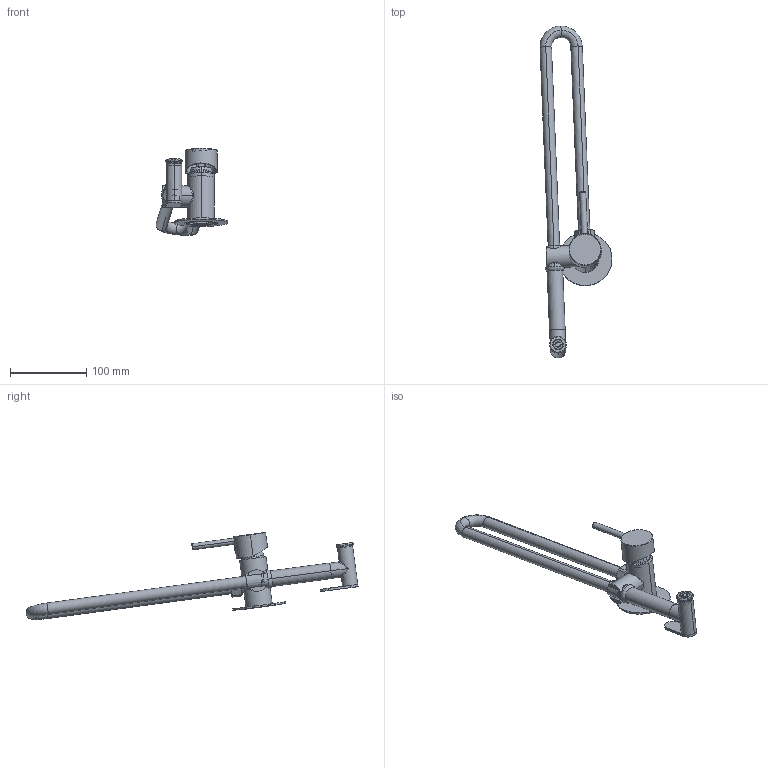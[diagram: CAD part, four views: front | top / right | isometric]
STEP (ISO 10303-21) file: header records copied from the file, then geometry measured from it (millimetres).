
FILE_DESCRIPTION((''),'2;1');
FILE_NAME('UNO2000-CR','2023-07-06T15:14:04',('michelaferrini'),(''),'CREO PARAMETRIC BY PTC INC, 2022164','CREO PARAMETRIC BY PTC INC, 2022164','');
FILE_SCHEMA(('CONFIG_CONTROL_DESIGN'));
Length unit declared in the file: millimetre
Products named in the file (30): TOM2CB481419LE2_1_AF0; TOM2CB481419LE2_5; TOM2CB481419LE2_6_AF0; TOM2CB481419LE2_7; TOM2CB481419LE2_8; TOM2CB481419LE2_9; TOM2CB481419LE2_10; TOM2CB481419LE2_11_AF0; TOM2CB481419LE2_12; TOM2CB481419LE2_13; TOM2CB481419LE2_14; TOM2CB481419LE2_15; TOM2CB481419LE2_16; TOM2CB481419LE2_17; TOM2CB481419LE2_18; TOM2CB481419LE2_19; TOM2CB481419LE2_20; TOM2CB481419LE2_21; TOM2CB481419LE2_22; TOM2CB481419LE2_23; TOM2CB481419LE2_24; TOM2CB481419LE2_25_AF0; TOM2CB481419LE2_26; TOM2CB481419LE2_28; TOM2CB481419LE2_29; ALOG005C004; ALOG005C002; ALOG005A001; SPLMAC0001; UNO2000-CR
Assembly tree (29 placements, depth 3):
  UNO2000-CR
    TOM2CB481419LE2_1_AF0
    TOM2CB481419LE2_5
    TOM2CB481419LE2_6_AF0
    TOM2CB481419LE2_7
    TOM2CB481419LE2_8
    TOM2CB481419LE2_9
    TOM2CB481419LE2_10
    TOM2CB481419LE2_11_AF0
    TOM2CB481419LE2_12
    TOM2CB481419LE2_13
    TOM2CB481419LE2_14
    TOM2CB481419LE2_15
    TOM2CB481419LE2_16
    TOM2CB481419LE2_17
    TOM2CB481419LE2_18
    TOM2CB481419LE2_19
    TOM2CB481419LE2_20
    TOM2CB481419LE2_21
    TOM2CB481419LE2_22
    TOM2CB481419LE2_23
    TOM2CB481419LE2_24
    TOM2CB481419LE2_25_AF0
    TOM2CB481419LE2_26
    TOM2CB481419LE2_28
    TOM2CB481419LE2_29
    ALOG005A001
      ALOG005C004
      ALOG005C002
    SPLMAC0001
Bounding box: 94.13 x 434.15 x 113.85 mm (x, y, z)
Volume: 191215.3 mm3; surface area: 125327.7 mm2
Topology: 25 solids, 31 shells, 1331 faces, 3559 edges, 2264 vertices
Faces by surface type: cylinder 566, torus 374, plane 233, bspline 76, cone 63, sphere 19
Entity records: 64853 total; most frequent: CARTESIAN_POINT 31196, DIRECTION 7189, ORIENTED_EDGE 7010, EDGE_CURVE 3529, AXIS2_PLACEMENT_3D 3121, VERTEX_POINT 2264, CIRCLE 1801, EDGE_LOOP 1458
